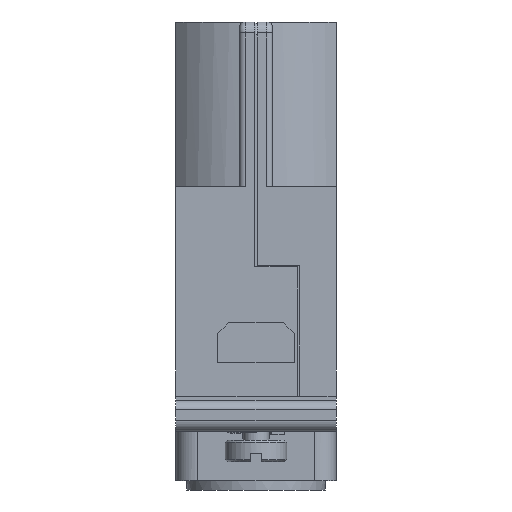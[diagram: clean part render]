
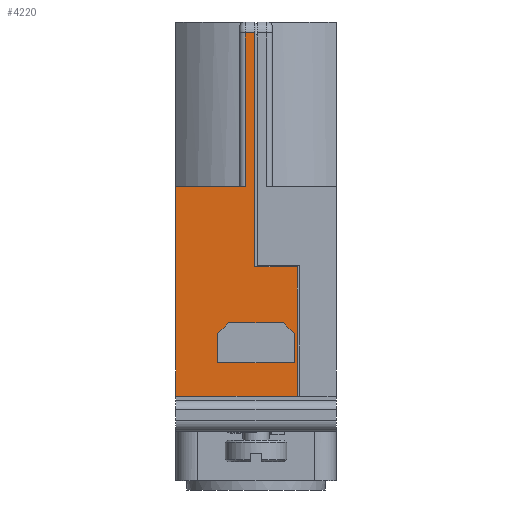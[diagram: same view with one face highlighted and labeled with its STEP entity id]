
A CAD part, front view. The second image highlights one B-rep face of the part: STEP entity #4220.
In plain terms, the highlighted planar face has unit normal (0, -1, 0).
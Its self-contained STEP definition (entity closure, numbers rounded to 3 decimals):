
#2519=LINE('',#21634,#3283);
#2521=LINE('',#21638,#3285);
#2523=LINE('',#21642,#3287);
#2525=LINE('',#21646,#3289);
#2527=LINE('',#21650,#3291);
#2528=LINE('',#21652,#3292);
#2535=LINE('',#21686,#3299);
#2538=LINE('',#21696,#3302);
#2542=LINE('',#21710,#3306);
#2550=LINE('',#23838,#3314);
#2642=LINE('',#25219,#3406);
#2705=LINE('',#25618,#3469);
#2706=LINE('',#25620,#3470);
#2707=LINE('',#25625,#3471);
#3283=VECTOR('',#14426,1.);
#3285=VECTOR('',#14430,1.);
#3287=VECTOR('',#14434,1.);
#3289=VECTOR('',#14438,1.);
#3291=VECTOR('',#14442,1.);
#3292=VECTOR('',#14445,1.);
#3299=VECTOR('',#14462,1.);
#3302=VECTOR('',#14471,1.);
#3306=VECTOR('',#14489,1.);
#3314=VECTOR('',#14525,1.);
#3406=VECTOR('',#14719,1.);
#3469=VECTOR('',#14890,1.);
#3470=VECTOR('',#14893,1.);
#3471=VECTOR('',#14900,1.);
#3829=FACE_BOUND('',#5703,.T.);
#3830=FACE_BOUND('',#5704,.T.);
#4220=ADVANCED_FACE('',(#3829,#3830),#4707,.T.);
#4707=PLANE('',#13060);
#5703=EDGE_LOOP('',(#7773,#7774,#7775,#7776,#7777,#7778,#7779,#7780));
#5704=EDGE_LOOP('',(#7781,#7782,#7783,#7784,#7785,#7786));
#7773=ORIENTED_EDGE('',*,*,#11186,.F.);
#7774=ORIENTED_EDGE('',*,*,#11179,.F.);
#7775=ORIENTED_EDGE('',*,*,#11174,.T.);
#7776=ORIENTED_EDGE('',*,*,#11520,.T.);
#7777=ORIENTED_EDGE('',*,*,#11523,.F.);
#7778=ORIENTED_EDGE('',*,*,#11407,.F.);
#7779=ORIENTED_EDGE('',*,*,#11259,.F.);
#7780=ORIENTED_EDGE('',*,*,#11521,.F.);
#7781=ORIENTED_EDGE('',*,*,#11162,.F.);
#7782=ORIENTED_EDGE('',*,*,#11160,.F.);
#7783=ORIENTED_EDGE('',*,*,#11158,.F.);
#7784=ORIENTED_EDGE('',*,*,#11156,.F.);
#7785=ORIENTED_EDGE('',*,*,#11154,.F.);
#7786=ORIENTED_EDGE('',*,*,#11163,.T.);
#9854=VERTEX_POINT('',#21631);
#9855=VERTEX_POINT('',#21633);
#9856=VERTEX_POINT('',#21637);
#9857=VERTEX_POINT('',#21641);
#9858=VERTEX_POINT('',#21645);
#9859=VERTEX_POINT('',#21649);
#9869=VERTEX_POINT('',#21685);
#9870=VERTEX_POINT('',#21687);
#9873=VERTEX_POINT('',#21694);
#9877=VERTEX_POINT('',#21711);
#9933=VERTEX_POINT('',#23836);
#9935=VERTEX_POINT('',#23839);
#10044=VERTEX_POINT('',#25220);
#10103=VERTEX_POINT('',#25617);
#11154=EDGE_CURVE('',#9855,#9854,#2519,.T.);
#11156=EDGE_CURVE('',#9854,#9856,#2521,.T.);
#11158=EDGE_CURVE('',#9856,#9857,#2523,.T.);
#11160=EDGE_CURVE('',#9857,#9858,#2525,.T.);
#11162=EDGE_CURVE('',#9858,#9859,#2527,.T.);
#11163=EDGE_CURVE('',#9855,#9859,#2528,.T.);
#11174=EDGE_CURVE('',#9870,#9869,#2535,.T.);
#11179=EDGE_CURVE('',#9870,#9873,#2538,.T.);
#11186=EDGE_CURVE('',#9873,#9877,#2542,.T.);
#11259=EDGE_CURVE('',#9933,#9935,#2550,.T.);
#11407=EDGE_CURVE('',#9935,#10044,#2642,.T.);
#11520=EDGE_CURVE('',#9869,#10103,#2705,.T.);
#11521=EDGE_CURVE('',#9877,#9933,#2706,.T.);
#11523=EDGE_CURVE('',#10044,#10103,#2707,.T.);
#13060=AXIS2_PLACEMENT_3D('',#25626,#14901,#14902);
#14426=DIRECTION('',(0.,0.,1.));
#14430=DIRECTION('',(-0.707,0.,0.707));
#14434=DIRECTION('',(-1.,0.,0.));
#14438=DIRECTION('',(-0.707,0.,-0.707));
#14442=DIRECTION('',(0.,0.,-1.));
#14445=DIRECTION('',(-1.,0.,0.));
#14462=DIRECTION('',(-1.,0.,0.));
#14471=DIRECTION('',(0.,0.,1.));
#14489=DIRECTION('',(1.,0.,0.));
#14525=DIRECTION('',(1.,0.,0.));
#14719=DIRECTION('',(0.,0.,-1.));
#14890=DIRECTION('',(0.,0.,-1.));
#14893=DIRECTION('',(0.,0.,-1.));
#14900=DIRECTION('',(-1.,0.,0.));
#14901=DIRECTION('',(0.,-1.,0.));
#14902=DIRECTION('',(-1.,0.,0.));
#21631=CARTESIAN_POINT('',(15.518,-28.45,-29.925));
#21633=CARTESIAN_POINT('',(15.518,-28.45,-32.575));
#21634=CARTESIAN_POINT('',(15.518,-28.45,-32.575));
#21637=CARTESIAN_POINT('',(14.518,-28.45,-28.925));
#21638=CARTESIAN_POINT('',(15.518,-28.45,-29.925));
#21641=CARTESIAN_POINT('',(9.518,-28.45,-28.925));
#21642=CARTESIAN_POINT('',(14.518,-28.45,-28.925));
#21645=CARTESIAN_POINT('',(8.518,-28.45,-29.925));
#21646=CARTESIAN_POINT('',(9.518,-28.45,-28.925));
#21649=CARTESIAN_POINT('',(8.518,-28.45,-32.575));
#21650=CARTESIAN_POINT('',(8.518,-28.45,-29.925));
#21652=CARTESIAN_POINT('',(15.518,-28.45,-32.575));
#21685=CARTESIAN_POINT('',(4.718,-28.45,-16.524));
#21686=CARTESIAN_POINT('',(11.018,-28.45,-16.524));
#21687=CARTESIAN_POINT('',(11.018,-28.45,-16.524));
#21694=CARTESIAN_POINT('',(11.018,-28.45,-2.55));
#21696=CARTESIAN_POINT('',(11.018,-28.45,-16.524));
#21710=CARTESIAN_POINT('',(11.018,-28.45,-2.55));
#21711=CARTESIAN_POINT('',(11.918,-28.45,-2.55));
#23836=CARTESIAN_POINT('',(11.918,-28.45,-23.85));
#23838=CARTESIAN_POINT('',(11.918,-28.45,-23.85));
#23839=CARTESIAN_POINT('',(15.768,-28.45,-23.85));
#25219=CARTESIAN_POINT('',(15.768,-28.45,-23.85));
#25220=CARTESIAN_POINT('',(15.768,-28.45,-35.6));
#25617=CARTESIAN_POINT('',(4.718,-28.45,-35.6));
#25618=CARTESIAN_POINT('',(4.718,-28.45,-16.524));
#25620=CARTESIAN_POINT('',(11.918,-28.45,-2.55));
#25625=CARTESIAN_POINT('',(15.768,-28.45,-35.6));
#25626=CARTESIAN_POINT('',(4.718,-28.45,-35.6));
